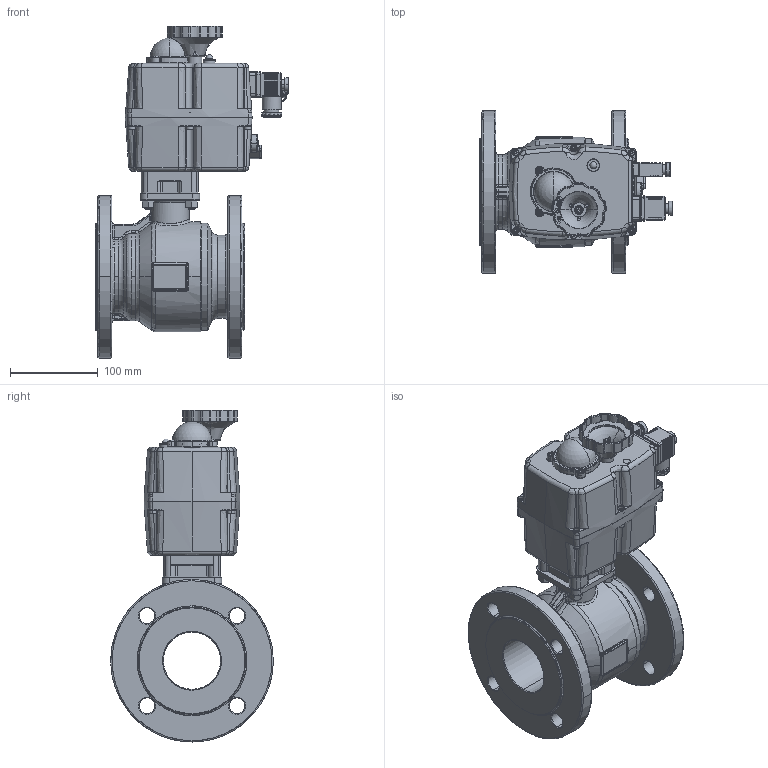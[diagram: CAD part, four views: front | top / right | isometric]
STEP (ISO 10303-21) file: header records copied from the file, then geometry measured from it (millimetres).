
FILE_DESCRIPTION(('HOOPS Exchange Step'),'2;1');
FILE_NAME('EK04_DN65.stp','2025-05-16T10:10:31+02:00',('nieru'),('Unknown organisation'),'HOOPS Exchange 2024.2','HOOPS Exchange','Unknown authorisation');
FILE_SCHEMA( ('AP203_CONFIGURATION_CONTROLLED_3D_DESIGN_OF_MECHANICAL_PARTS_AND_ASSEMBLIES_MIM_LF') );
Length unit declared in the file: millimetre
Products named in the file (4): 0; root
Assembly tree (3 placements, depth 3):
  root
    0
      0
      0
Bounding box: 220.36 x 185 x 377.95 mm (x, y, z)
Volume: 1739950.1 mm3; surface area: 445999 mm2
Topology: 50 solids, 1148 shells, 4326 faces, 13151 edges, 9966 vertices
Faces by surface type: cylinder 1520, bspline 910, plane 854, torus 793, cone 179, sphere 70
Full cylindrical faces by diameter (mm): 2.204 x3, 7.825 x1, 11 x1, 11.516 x1, 14 x1, 14.894 x1, 16.5 x1, 30 x1, 36.194 x1, 39.9 x1, 45 x1
Entity records: 269891 total; most frequent: CARTESIAN_POINT 160021, ORIENTED_EDGE 20917, DIRECTION 19960, EDGE_CURVE 13021, VERTEX_POINT 9962, AXIS2_PLACEMENT_3D 8008, EDGE_LOOP 4549, FACE_BOUND 4549
